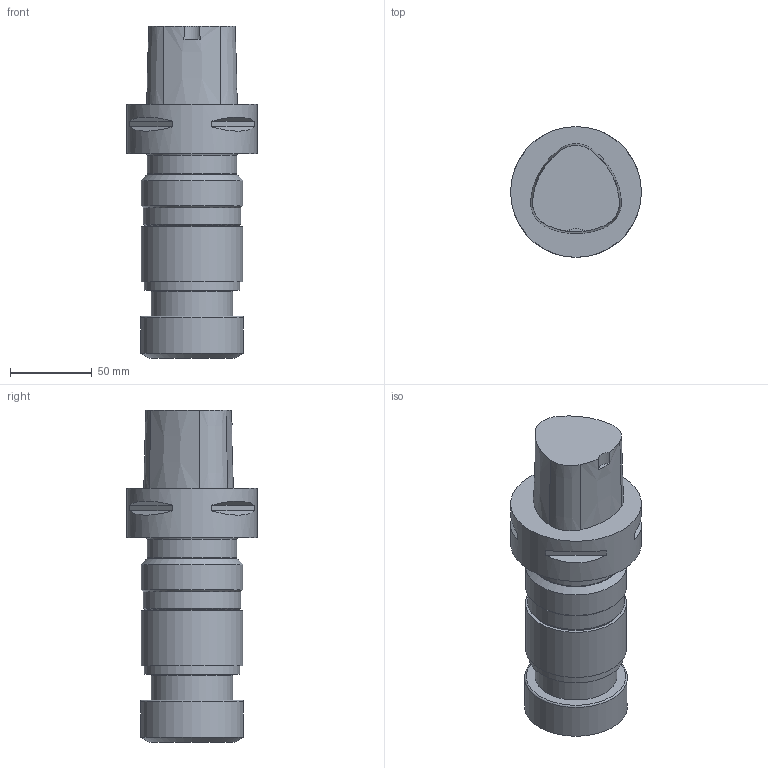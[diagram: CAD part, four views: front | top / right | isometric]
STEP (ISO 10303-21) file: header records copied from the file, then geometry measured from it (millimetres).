
FILE_DESCRIPTION(/* description */ (''),/* implementation_level */ '2;1');
FILE_NAME(/* name */ '1525682965400.stp',/* time_stamp */ '2018-05-07T10:49:37+02:00',/* author */ (''),/* organization */ ('SMS'),/* preprocessor_version */ 'ST-DEVELOPER v15',/* originating_system */ 'SIEMENS PLM Software NX 8.5',/* authorisation */ '');
FILE_SCHEMA (('AUTOMOTIVE_DESIGN { 1 0 10303 214 3 1 1 1 }'));
Length unit declared in the file: millimetre
Products named in the file (1): 112029248mod000_00
Bounding box: 80 x 80 x 203.1 mm (x, y, z)
Volume: 603439.3 mm3; surface area: 52608.5 mm2
Topology: 1 solids, 1 shells, 47 faces, 93 edges, 63 vertices
Faces by surface type: plane 23, cone 12, cylinder 10, torus 2
Full cylindrical faces by diameter (mm): 49.987 x1, 55 x1, 58 x1, 58.4 x1, 59.436 x1, 62 x1, 62.001 x1, 63 x1, 80 x1
Entity records: 1187 total; most frequent: DIRECTION 222, CARTESIAN_POINT 190, ORIENTED_EDGE 146, AXIS2_PLACEMENT_3D 100, EDGE_LOOP 76, EDGE_CURVE 73, VERTEX_POINT 57, FACE_BOUND 54
